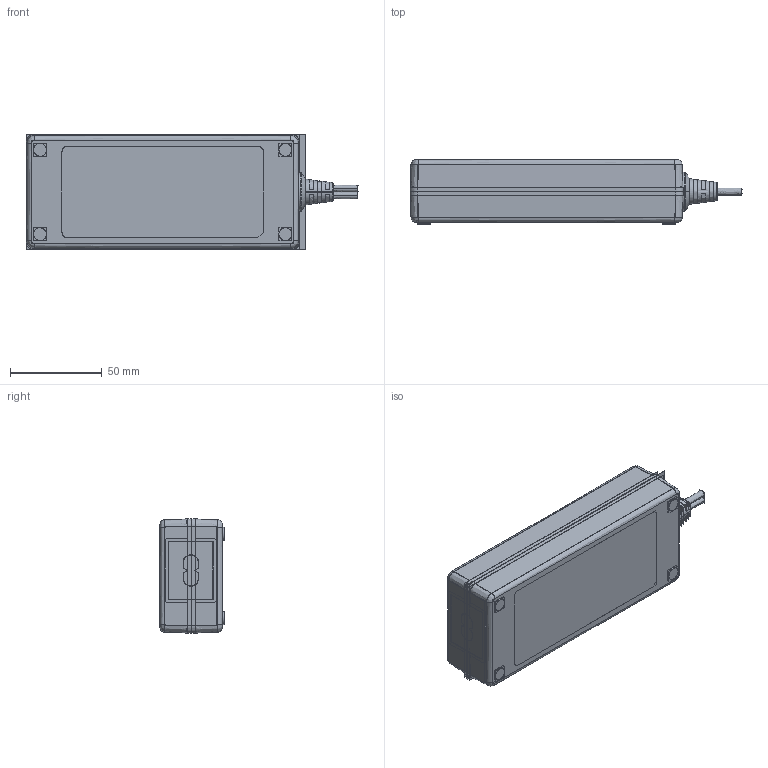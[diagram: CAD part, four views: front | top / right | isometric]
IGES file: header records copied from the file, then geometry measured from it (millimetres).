
Start section:  PTC IGES file: GTM96900-GTM961200-T2.igs
Global section: file name: GTM96900-GTM961200-T2.igs; native system: Pro/ENGINEER by Parametric Technology Corporation; preprocessor: 2010280; author: Administrator; organization: Unknown; date: 20180423.154822; units: millimetre
Bounding box: 181.35 x 35 x 62.8 mm (x, y, z)
Surface area: 381962.4 mm2 (no closed solid volume)
Topology: 0 solids, 0 shells, 2816 faces, 20092 edges, 20082 vertices
Faces by surface type: bspline 2816
